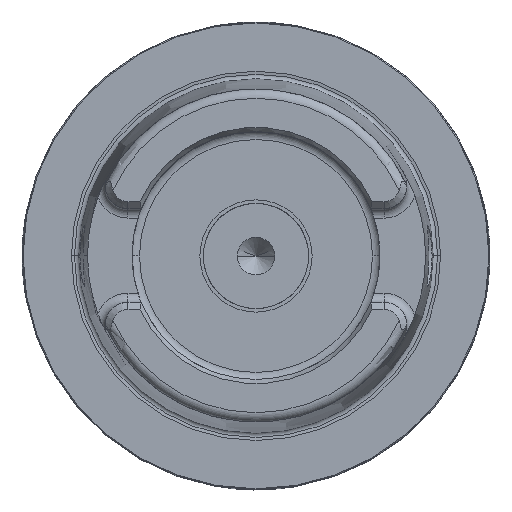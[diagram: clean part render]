
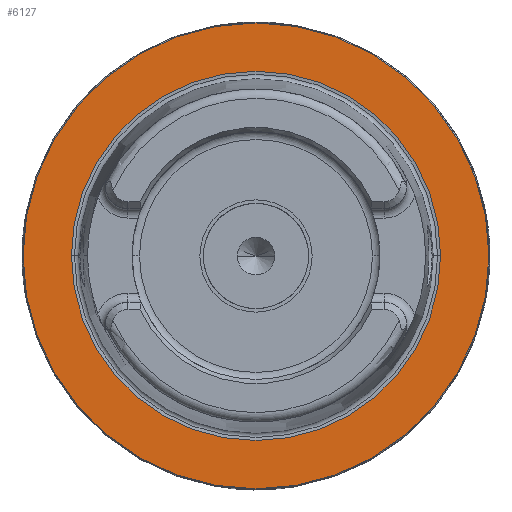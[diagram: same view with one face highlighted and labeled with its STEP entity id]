
A CAD part, top view. The second image highlights one B-rep face of the part: STEP entity #6127.
In plain terms, the highlighted planar face has unit normal (0, 0, 1).
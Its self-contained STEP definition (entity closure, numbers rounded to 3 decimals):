
#2001=CARTESIAN_POINT('',(0.,0.,0.));
#2002=DIRECTION('',(0.,0.,1.));
#2003=DIRECTION('',(1.,0.,0.));
#2004=AXIS2_PLACEMENT_3D('',#2001,#2002,#2003);
#2017=CARTESIAN_POINT('',(0.,0.,0.));
#2018=DIRECTION('',(0.,0.,-1.));
#2019=DIRECTION('',(1.,0.,0.));
#2020=AXIS2_PLACEMENT_3D('',#2017,#2018,#2019);
#2039=CARTESIAN_POINT('',(0.,0.,0.));
#2040=DIRECTION('',(0.,0.,1.));
#2041=DIRECTION('',(1.,0.,0.));
#2042=AXIS2_PLACEMENT_3D('',#2039,#2040,#2041);
#4458=CARTESIAN_POINT('',(0.,0.,0.));
#4459=DIRECTION('',(0.,0.,-1.));
#4460=DIRECTION('',(1.,0.,0.));
#4461=AXIS2_PLACEMENT_3D('',#4458,#4459,#4460);
#4534=CARTESIAN_POINT('',(39.464,0.,0.));
#4536=VERTEX_POINT('',#4534);
#4546=CARTESIAN_POINT('',(-39.464,0.,0.));
#4548=VERTEX_POINT('',#4546);
#4558=CARTESIAN_POINT('',(49.8,0.,0.));
#4559=CARTESIAN_POINT('',(-49.8,0.,0.));
#4560=VERTEX_POINT('',#4558);
#4561=VERTEX_POINT('',#4559);
#6111=CARTESIAN_POINT('',(0.,0.,0.));
#6112=DIRECTION('',(0.,0.,-1.));
#6113=DIRECTION('',(-1.,0.,0.));
#6114=AXIS2_PLACEMENT_3D('',#6111,#6112,#6113);
#6115=PLANE('',#6114);
#6116=ORIENTED_EDGE('',*,*,#6101,.F.);
#6118=ORIENTED_EDGE('',*,*,#6117,.T.);
#6119=EDGE_LOOP('',(#6116,#6118));
#6120=FACE_OUTER_BOUND('',#6119,.F.);
#6122=ORIENTED_EDGE('',*,*,#6121,.F.);
#6124=ORIENTED_EDGE('',*,*,#6123,.T.);
#6125=EDGE_LOOP('',(#6122,#6124));
#6126=FACE_BOUND('',#6125,.F.);
#2005=CIRCLE('',#2004,49.8);
#2021=CIRCLE('',#2020,39.464);
#2043=CIRCLE('',#2042,39.464);
#4462=CIRCLE('',#4461,49.8);
#6101=EDGE_CURVE('',#4560,#4561,#2005,.T.);
#6117=EDGE_CURVE('',#4560,#4561,#4462,.T.);
#6121=EDGE_CURVE('',#4536,#4548,#2021,.T.);
#6123=EDGE_CURVE('',#4536,#4548,#2043,.T.);
#6127=ADVANCED_FACE('',(#6120,#6126),#6115,.F.);
